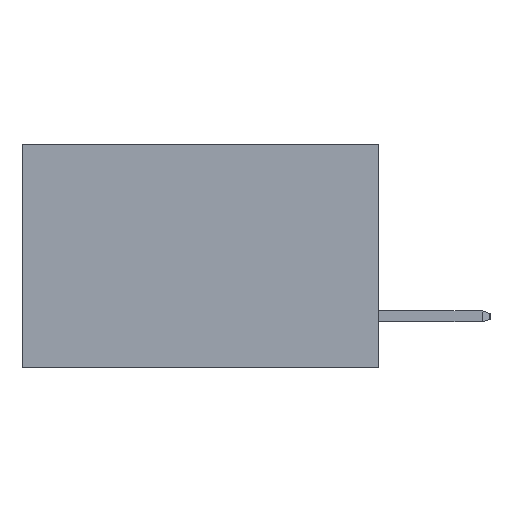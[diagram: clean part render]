
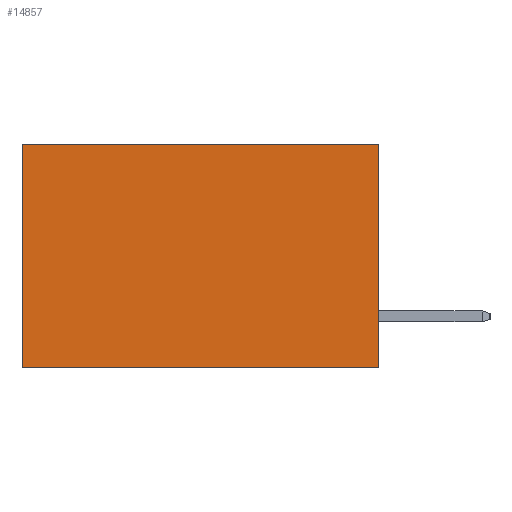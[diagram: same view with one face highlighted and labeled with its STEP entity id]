
A CAD part, left-side view. The second image highlights one B-rep face of the part: STEP entity #14857.
In plain terms, the highlighted planar face has unit normal (-1, 0, 0).
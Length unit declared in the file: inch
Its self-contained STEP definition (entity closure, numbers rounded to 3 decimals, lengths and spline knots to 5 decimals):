
#394 = VECTOR ( 'NONE', #18025, 39.37008 ) ;
#1593 = ORIENTED_EDGE ( 'NONE', *, *, #16306, .F. ) ;
#1653 = ORIENTED_EDGE ( 'NONE', *, *, #5980, .F. ) ;
#3150 = DIRECTION ( 'NONE',  ( 1., 0., 0. ) ) ;
#3457 = DIRECTION ( 'NONE',  ( 0., 1., 0. ) ) ;
#3942 = CARTESIAN_POINT ( 'NONE',  ( 0.277, 0.59, -0.37 ) ) ;
#4461 = LINE ( 'NONE', #17068, #12763 ) ;
#4907 = AXIS2_PLACEMENT_3D ( 'NONE', #13735, #3150, #15464 ) ;
#5161 = CARTESIAN_POINT ( 'NONE',  ( 0.277, 0., -0.37 ) ) ;
#5241 = LINE ( 'NONE', #3942, #394 ) ;
#5980 = EDGE_CURVE ( 'NONE', #6981, #16737, #4461, .T. ) ;
#6596 = PLANE ( 'NONE',  #4907 ) ;
#6915 = DIRECTION ( 'NONE',  ( 0., 0., -1. ) ) ;
#6981 = VERTEX_POINT ( 'NONE', #13554 ) ;
#7190 = VERTEX_POINT ( 'NONE', #11122 ) ;
#7316 = LINE ( 'NONE', #12264, #11490 ) ;
#10140 = VECTOR ( 'NONE', #6915, 39.37008 ) ;
#10670 = LINE ( 'NONE', #5161, #10140 ) ;
#11122 = CARTESIAN_POINT ( 'NONE',  ( 0.277, 0.59, 0. ) ) ;
#11490 = VECTOR ( 'NONE', #3457, 39.37008 ) ;
#11729 = CARTESIAN_POINT ( 'NONE',  ( 0.277, 0., 0. ) ) ;
#12045 = ORIENTED_EDGE ( 'NONE', *, *, #16857, .T. ) ;
#12264 = CARTESIAN_POINT ( 'NONE',  ( 0.277, 0., 0. ) ) ;
#12763 = VECTOR ( 'NONE', #16999, 39.37008 ) ;
#13554 = CARTESIAN_POINT ( 'NONE',  ( 0.277, 0., -0.37 ) ) ;
#13735 = CARTESIAN_POINT ( 'NONE',  ( 0.277, 0., -0.37 ) ) ;
#14857 = ADVANCED_FACE ( 'NONE', ( #19264 ), #6596, .F. ) ;
#15090 = CARTESIAN_POINT ( 'NONE',  ( 0.277, 0.59, -0.37 ) ) ;
#15464 = DIRECTION ( 'NONE',  ( 0., 0., -1. ) ) ;
#16306 = EDGE_CURVE ( 'NONE', #22795, #6981, #10670, .T. ) ;
#16737 = VERTEX_POINT ( 'NONE', #15090 ) ;
#16857 = EDGE_CURVE ( 'NONE', #22795, #7190, #7316, .T. ) ;
#16999 = DIRECTION ( 'NONE',  ( 0., 1., 0. ) ) ;
#17068 = CARTESIAN_POINT ( 'NONE',  ( 0.277, 0., -0.37 ) ) ;
#18025 = DIRECTION ( 'NONE',  ( 0., 0., -1. ) ) ;
#18546 = ORIENTED_EDGE ( 'NONE', *, *, #22547, .T. ) ;
#19264 = FACE_OUTER_BOUND ( 'NONE', #22633, .T. ) ;
#22547 = EDGE_CURVE ( 'NONE', #7190, #16737, #5241, .T. ) ;
#22633 = EDGE_LOOP ( 'NONE', ( #18546, #1653, #1593, #12045 ) ) ;
#22795 = VERTEX_POINT ( 'NONE', #11729 ) ;
